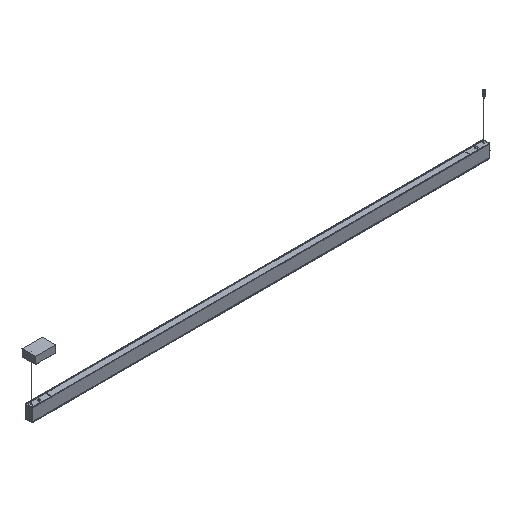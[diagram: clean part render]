
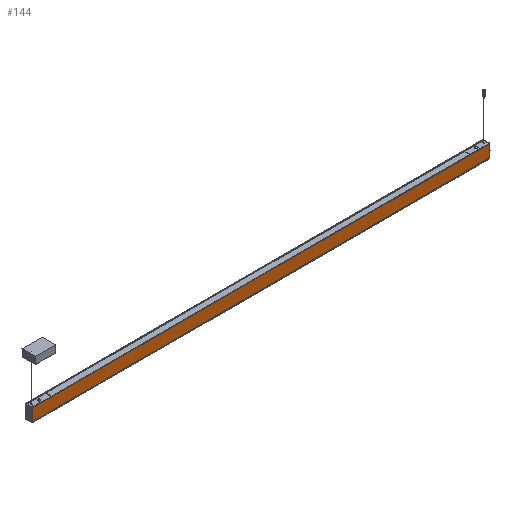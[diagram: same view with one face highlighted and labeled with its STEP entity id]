
A CAD part, isometric view. The second image highlights one B-rep face of the part: STEP entity #144.
In plain terms, the highlighted planar face has unit normal (0, -1, 0).
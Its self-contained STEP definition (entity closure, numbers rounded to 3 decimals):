
#144=ADVANCED_FACE('',(#424),#3932,.T.);
#424=FACE_OUTER_BOUND('',#708,.T.);
#708=EDGE_LOOP('',(#1334,#1335,#1336,#1337));
#1334=ORIENTED_EDGE('',*,*,#2521,.T.);
#1335=ORIENTED_EDGE('',*,*,#2523,.F.);
#1336=ORIENTED_EDGE('',*,*,#2525,.T.);
#1337=ORIENTED_EDGE('',*,*,#2524,.T.);
#2521=EDGE_CURVE('',#3424,#3423,#4146,.T.);
#2523=EDGE_CURVE('',#3425,#3423,#4147,.T.);
#2524=EDGE_CURVE('',#3426,#3424,#4148,.T.);
#2525=EDGE_CURVE('',#3425,#3426,#4149,.T.);
#3423=VERTEX_POINT('',#6440);
#3424=VERTEX_POINT('',#6441);
#3425=VERTEX_POINT('',#6442);
#3426=VERTEX_POINT('',#6443);
#3932=PLANE('',#4580);
#4146=B_SPLINE_CURVE_WITH_KNOTS('',1,(#6463,#6464),.UNSPECIFIED.,.F.,.F.,
(2,2),(-1184.,0.),.UNSPECIFIED.);
#4147=B_SPLINE_CURVE_WITH_KNOTS('',1,(#6468,#6469),.UNSPECIFIED.,.F.,.F.,
(2,2),(0.,84.6),.UNSPECIFIED.);
#4148=B_SPLINE_CURVE_WITH_KNOTS('',1,(#6470,#6471),.UNSPECIFIED.,.F.,.F.,
(2,2),(0.,84.6),.UNSPECIFIED.);
#4149=B_SPLINE_CURVE_WITH_KNOTS('',1,(#6472,#6473),.UNSPECIFIED.,.F.,.F.,
(2,2),(0.,1184.),.UNSPECIFIED.);
#4580=AXIS2_PLACEMENT_3D('',#6414,#4713,$);
#4713=DIRECTION('',(0.,-1.,0.));
#6414=CARTESIAN_POINT('',(-1187.98,-244.635,-51.96));
#6440=CARTESIAN_POINT('',(2070.802,-244.635,-42.3));
#6441=CARTESIAN_POINT('',(-889.,-244.635,-42.3));
#6442=CARTESIAN_POINT('',(2070.802,-244.635,42.3));
#6443=CARTESIAN_POINT('',(-889.,-244.635,42.3));
#6463=CARTESIAN_POINT('',(-889.,-244.635,-42.3));
#6464=CARTESIAN_POINT('',(2070.802,-244.635,-42.3));
#6468=CARTESIAN_POINT('',(2070.802,-244.635,42.3));
#6469=CARTESIAN_POINT('',(2070.802,-244.635,-42.3));
#6470=CARTESIAN_POINT('',(-889.,-244.635,42.3));
#6471=CARTESIAN_POINT('',(-889.,-244.635,-42.3));
#6472=CARTESIAN_POINT('',(2070.802,-244.635,42.3));
#6473=CARTESIAN_POINT('',(-889.,-244.635,42.3));
